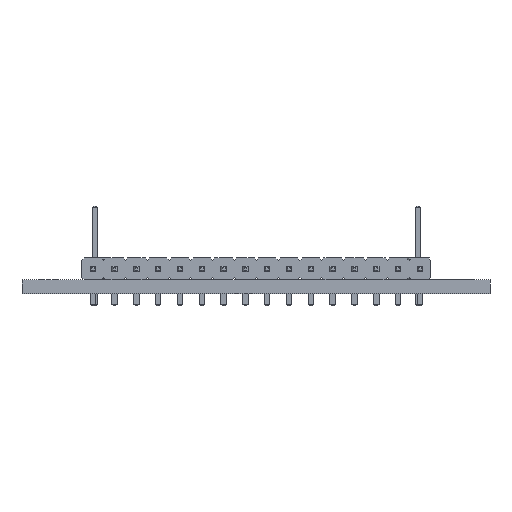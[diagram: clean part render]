
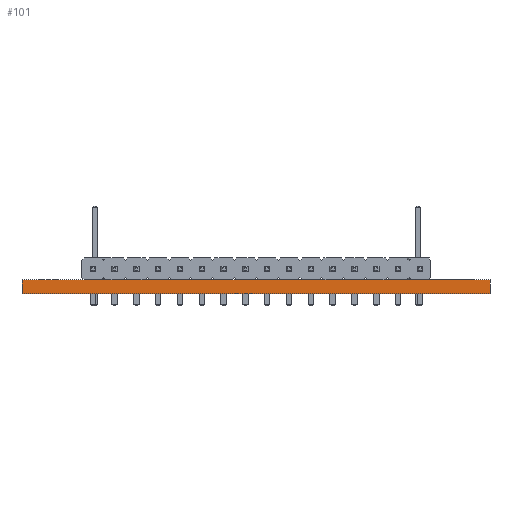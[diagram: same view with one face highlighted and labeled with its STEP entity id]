
A CAD part, front view. The second image highlights one B-rep face of the part: STEP entity #101.
In plain terms, the highlighted planar face has unit normal (0, -1, 0).
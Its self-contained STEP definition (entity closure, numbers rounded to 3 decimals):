
#65 = EDGE_CURVE('',#66,#68,#70,.T.);
#66 = VERTEX_POINT('',#67);
#67 = CARTESIAN_POINT('',(119.5,-126.,0.));
#68 = VERTEX_POINT('',#69);
#69 = CARTESIAN_POINT('',(119.5,-126.,-1.6));
#70 = LINE('',#71,#72);
#71 = CARTESIAN_POINT('',(119.5,-126.,0.));
#72 = VECTOR('',#73,1.);
#73 = DIRECTION('',(0.,0.,-1.));
#101 = ADVANCED_FACE('',(#102),#127,.F.);
#102 = FACE_BOUND('',#103,.F.);
#103 = EDGE_LOOP('',(#104,#114,#120,#121));
#104 = ORIENTED_EDGE('',*,*,#105,.T.);
#105 = EDGE_CURVE('',#106,#108,#110,.T.);
#106 = VERTEX_POINT('',#107);
#107 = CARTESIAN_POINT('',(174.,-126.,0.));
#108 = VERTEX_POINT('',#109);
#109 = CARTESIAN_POINT('',(174.,-126.,-1.6));
#110 = LINE('',#111,#112);
#111 = CARTESIAN_POINT('',(174.,-126.,0.));
#112 = VECTOR('',#113,1.);
#113 = DIRECTION('',(0.,0.,-1.));
#114 = ORIENTED_EDGE('',*,*,#115,.T.);
#115 = EDGE_CURVE('',#108,#68,#116,.T.);
#116 = LINE('',#117,#118);
#117 = CARTESIAN_POINT('',(174.,-126.,-1.6));
#118 = VECTOR('',#119,1.);
#119 = DIRECTION('',(-1.,0.,0.));
#120 = ORIENTED_EDGE('',*,*,#65,.F.);
#121 = ORIENTED_EDGE('',*,*,#122,.F.);
#122 = EDGE_CURVE('',#106,#66,#123,.T.);
#123 = LINE('',#124,#125);
#124 = CARTESIAN_POINT('',(174.,-126.,0.));
#125 = VECTOR('',#126,1.);
#126 = DIRECTION('',(-1.,0.,0.));
#127 = PLANE('',#128);
#128 = AXIS2_PLACEMENT_3D('',#129,#130,#131);
#129 = CARTESIAN_POINT('',(174.,-126.,0.));
#130 = DIRECTION('',(0.,1.,0.));
#131 = DIRECTION('',(-1.,0.,0.));
